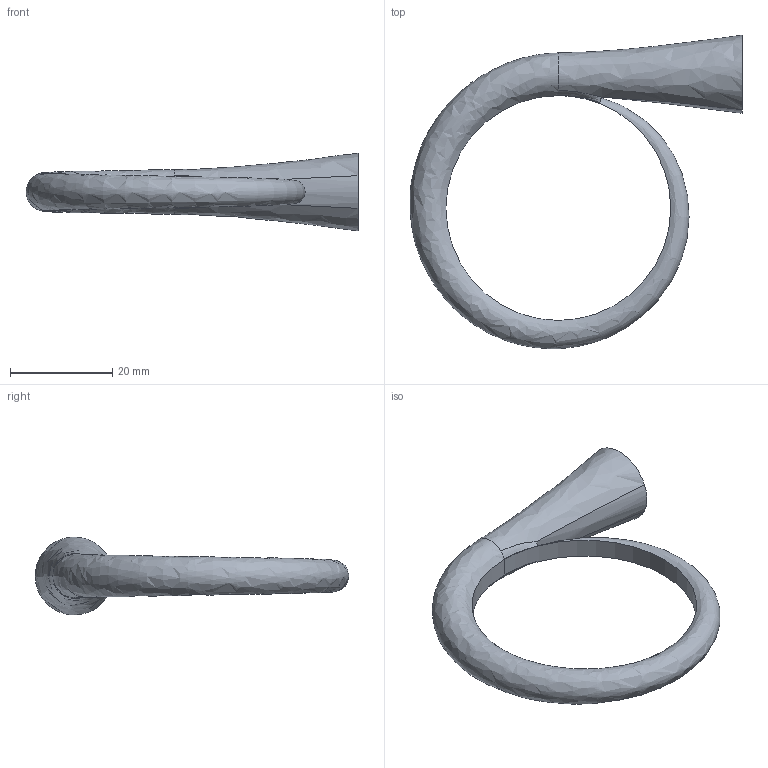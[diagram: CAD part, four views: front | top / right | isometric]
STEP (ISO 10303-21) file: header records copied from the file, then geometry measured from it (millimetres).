
FILE_DESCRIPTION(('Open CASCADE Model'),'2;1');
FILE_NAME('Open CASCADE Shape Model','2024-10-13T12:15:57',('Author'),( 'Open CASCADE'),'Open CASCADE STEP processor 7.6','Open CASCADE 7.6' ,'Unknown');
FILE_SCHEMA(('AUTOMOTIVE_DESIGN { 1 0 10303 214 1 1 1 1 }'));
Length unit declared in the file: millimetre
Products named in the file (1): [Volute_1] Flow domain
Bounding box: 65.08 x 61.45 x 15.28 mm (x, y, z)
Volume: 8261.1 mm3; surface area: 4284.7 mm2
Topology: 1 solids, 1 shells, 11 faces, 27 edges, 16 vertices
Faces by surface type: bspline 8, cylinder 2, plane 1
Entity records: 4886 total; most frequent: CARTESIAN_POINT 4677, ORIENTED_EDGE 54, EDGE_CURVE 27, DIRECTION 21, B_SPLINE_CURVE_WITH_KNOTS 18, VERTEX_POINT 16, ADVANCED_FACE 11, FACE_BOUND 11
